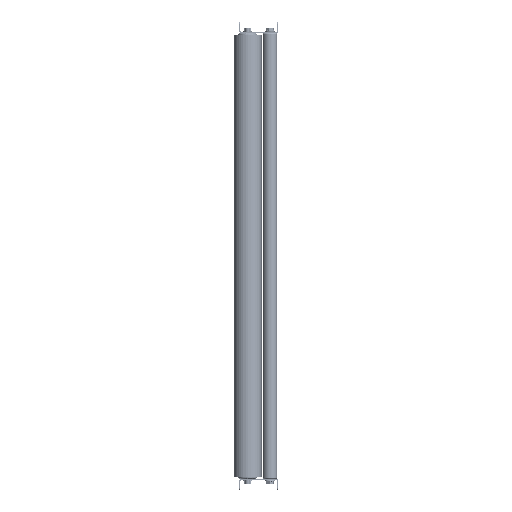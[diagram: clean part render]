
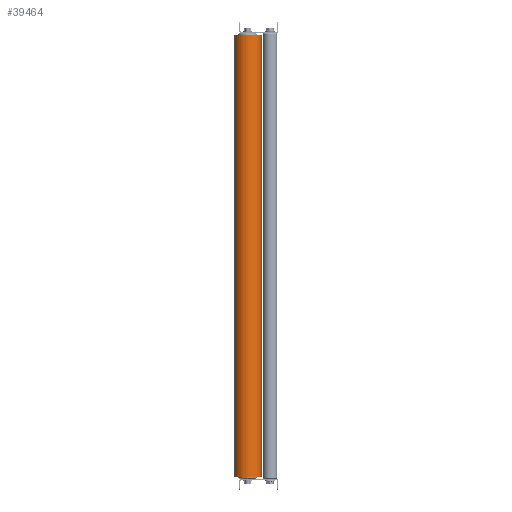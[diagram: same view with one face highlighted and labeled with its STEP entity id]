
A CAD part, left-side view. The second image highlights one B-rep face of the part: STEP entity #39464.
In plain terms, the highlighted cylindrical face has radius 25 mm (diameter 50 mm), a partial arc.
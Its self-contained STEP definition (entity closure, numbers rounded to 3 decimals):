
#1961 = ORIENTED_EDGE ( 'NONE', *, *, #8554, .F. ) ;
#6630 = DIRECTION ( 'NONE',  ( -1., 0., 0. ) ) ;
#8300 = AXIS2_PLACEMENT_3D ( 'NONE', #40498, #20422, #8501 ) ;
#8501 = DIRECTION ( 'NONE',  ( 0., 0., -1. ) ) ;
#8554 = EDGE_CURVE ( 'NONE', #38888, #14575, #14798, .T. ) ;
#9838 = FACE_OUTER_BOUND ( 'NONE', #47517, .T. ) ;
#11755 = CARTESIAN_POINT ( 'NONE',  ( 0., 0., -25. ) ) ;
#12551 = EDGE_CURVE ( 'NONE', #41197, #26598, #40001, .T. ) ;
#13719 = CARTESIAN_POINT ( 'NONE',  ( 0., 0., 25. ) ) ;
#14053 = CARTESIAN_POINT ( 'NONE',  ( 792.6, 0., 0. ) ) ;
#14575 = VERTEX_POINT ( 'NONE', #13719 ) ;
#14798 = LINE ( 'NONE', #23551, #33697 ) ;
#15298 = ORIENTED_EDGE ( 'NONE', *, *, #33416, .T. ) ;
#15660 = CARTESIAN_POINT ( 'NONE',  ( 792.6, 0., -25. ) ) ;
#18885 = ORIENTED_EDGE ( 'NONE', *, *, #48762, .F. ) ;
#20422 = DIRECTION ( 'NONE',  ( 1., 0., 0. ) ) ;
#21580 = DIRECTION ( 'NONE',  ( 1., 0., 0. ) ) ;
#22162 = AXIS2_PLACEMENT_3D ( 'NONE', #37722, #21580, #45622 ) ;
#23551 = CARTESIAN_POINT ( 'NONE',  ( 792.6, 0., 25. ) ) ;
#26598 = VERTEX_POINT ( 'NONE', #11755 ) ;
#27230 = CIRCLE ( 'NONE', #22162, 25. ) ;
#27877 = CARTESIAN_POINT ( 'NONE',  ( 792.6, 0., 25. ) ) ;
#30184 = DIRECTION ( 'NONE',  ( 0., 0., 1. ) ) ;
#31110 = AXIS2_PLACEMENT_3D ( 'NONE', #14053, #6630, #30184 ) ;
#31805 = DIRECTION ( 'NONE',  ( -1., 0., 0. ) ) ;
#32959 = VECTOR ( 'NONE', #31805, 1000. ) ;
#33416 = EDGE_CURVE ( 'NONE', #26598, #14575, #37902, .T. ) ;
#33697 = VECTOR ( 'NONE', #47596, 1000. ) ;
#37722 = CARTESIAN_POINT ( 'NONE',  ( 792.6, 0., 0. ) ) ;
#37902 = CIRCLE ( 'NONE', #8300, 25. ) ;
#38888 = VERTEX_POINT ( 'NONE', #27877 ) ;
#39464 = ADVANCED_FACE ( 'Fl�che1', ( #9838 ), #42332, .T. ) ;
#40001 = LINE ( 'NONE', #15660, #32959 ) ;
#40498 = CARTESIAN_POINT ( 'NONE',  ( 0., 0., 0. ) ) ;
#41197 = VERTEX_POINT ( 'NONE', #44799 ) ;
#41738 = ORIENTED_EDGE ( 'NONE', *, *, #12551, .T. ) ;
#42332 = CYLINDRICAL_SURFACE ( 'NONE', #31110, 25. ) ;
#44799 = CARTESIAN_POINT ( 'NONE',  ( 792.6, 0., -25. ) ) ;
#45622 = DIRECTION ( 'NONE',  ( 0., 0., -1. ) ) ;
#47517 = EDGE_LOOP ( 'NONE', ( #18885, #41738, #15298, #1961 ) ) ;
#47596 = DIRECTION ( 'NONE',  ( -1., 0., 0. ) ) ;
#48762 = EDGE_CURVE ( 'NONE', #41197, #38888, #27230, .T. ) ;
